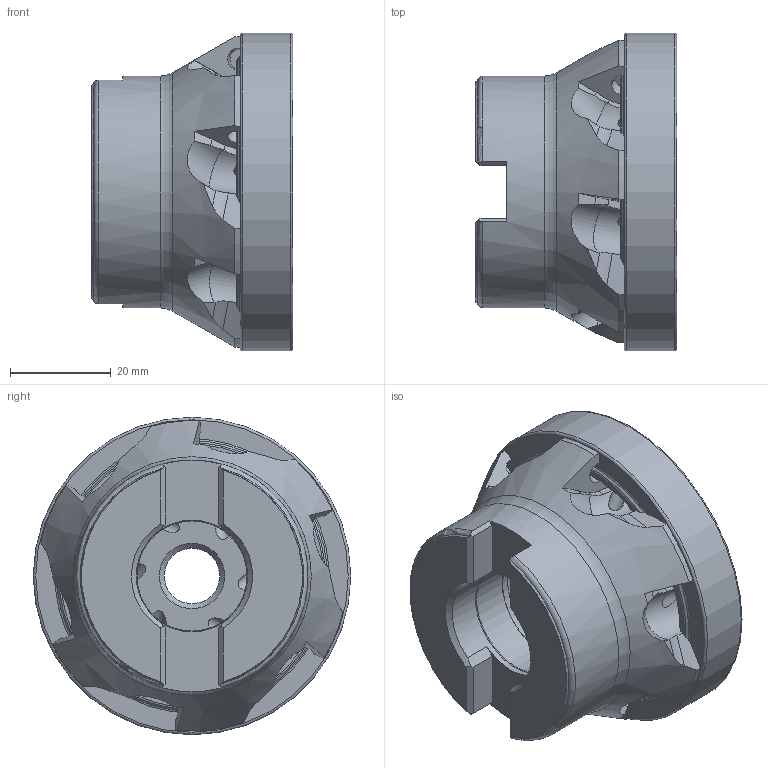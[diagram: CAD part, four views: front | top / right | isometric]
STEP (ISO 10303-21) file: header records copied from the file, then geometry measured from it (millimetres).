
FILE_DESCRIPTION (( 'STEP AP214' ), '1' );
FILE_NAME ('90PP-063-10-6.STEP', '2014-11-18T10:52:54', ( '' ), ( '' ), 'SwSTEP 2.0', 'SolidWorks 2014', '' );
FILE_SCHEMA (( 'AUTOMOTIVE_DESIGN' ));
Length unit declared in the file: millimetre
Products named in the file (1): 90PP-063-10-6
Bounding box: 39.99 x 63 x 63 mm (x, y, z)
Volume: 70022 mm3; surface area: 16851.3 mm2
Topology: 1 solids, 1 shells, 249 faces, 781 edges, 514 vertices
Faces by surface type: plane 122, cylinder 73, torus 28, cone 26
Full cylindrical faces by diameter (mm): 3 x6, 11 x1, 16.5 x1, 22 x1, 22.15 x1, 22.3 x1, 46 x1, 62.996 x1
Entity records: 9861 total; most frequent: CARTESIAN_POINT 3018, ORIENTED_EDGE 1476, DIRECTION 1110, EDGE_CURVE 738, VERTEX_POINT 500, AXIS2_PLACEMENT_3D 428, EDGE_LOOP 284, FACE_OUTER_BOUND 268
